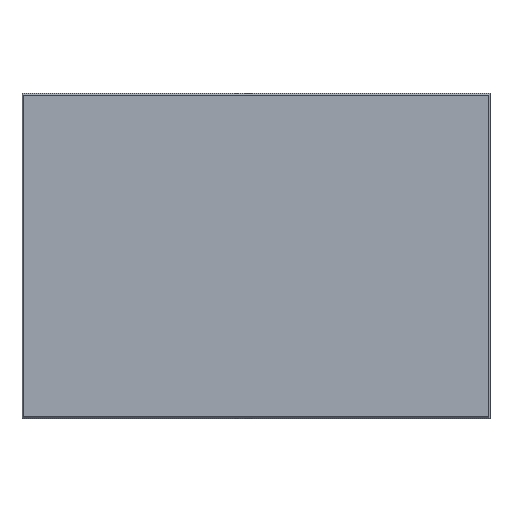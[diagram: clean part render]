
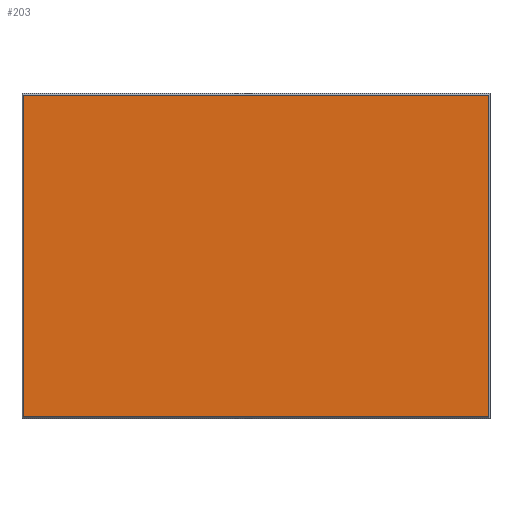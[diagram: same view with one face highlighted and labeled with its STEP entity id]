
A CAD part, front view. The second image highlights one B-rep face of the part: STEP entity #203.
In plain terms, the highlighted planar face has unit normal (0, -1, 0).
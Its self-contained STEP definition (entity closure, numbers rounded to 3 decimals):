
#15 = CARTESIAN_POINT ( 'NONE',  ( -17.85, -0.5, 12.35 ) ) ;
#21 = EDGE_CURVE ( 'NONE', #792, #370, #134, .T. ) ;
#30 = LINE ( 'NONE', #100, #106 ) ;
#48 = LINE ( 'NONE', #357, #581 ) ;
#100 = CARTESIAN_POINT ( 'NONE',  ( 0., -0.5, -12.35 ) ) ;
#106 = VECTOR ( 'NONE', #843, 1000. ) ;
#134 = LINE ( 'NONE', #1041, #1236 ) ;
#139 = DIRECTION ( 'NONE',  ( 0., 0., 1. ) ) ;
#173 = LINE ( 'NONE', #672, #702 ) ;
#203 = ADVANCED_FACE ( 'NONE', ( #1358 ), #395, .F. ) ;
#263 = ORIENTED_EDGE ( 'NONE', *, *, #837, .T. ) ;
#298 = DIRECTION ( 'NONE',  ( -1., 0., 0. ) ) ;
#357 = CARTESIAN_POINT ( 'NONE',  ( -17.85, -0.5, 0. ) ) ;
#370 = VERTEX_POINT ( 'NONE', #15 ) ;
#395 = PLANE ( 'NONE',  #1184 ) ;
#464 = DIRECTION ( 'NONE',  ( 0., 0., -1. ) ) ;
#481 = EDGE_CURVE ( 'NONE', #370, #1040, #48, .T. ) ;
#506 = DIRECTION ( 'NONE',  ( 0., 1., 0. ) ) ;
#581 = VECTOR ( 'NONE', #464, 1000. ) ;
#625 = EDGE_LOOP ( 'NONE', ( #1362, #263, #646, #958 ) ) ;
#646 = ORIENTED_EDGE ( 'NONE', *, *, #1114, .T. ) ;
#671 = VERTEX_POINT ( 'NONE', #1032 ) ;
#672 = CARTESIAN_POINT ( 'NONE',  ( 17.85, -0.5, 0. ) ) ;
#702 = VECTOR ( 'NONE', #139, 1000. ) ;
#729 = CARTESIAN_POINT ( 'NONE',  ( 17.85, -0.5, 12.35 ) ) ;
#792 = VERTEX_POINT ( 'NONE', #729 ) ;
#837 = EDGE_CURVE ( 'NONE', #1040, #671, #30, .T. ) ;
#843 = DIRECTION ( 'NONE',  ( 1., 0., 0. ) ) ;
#876 = CARTESIAN_POINT ( 'NONE',  ( -17.85, -0.5, -12.35 ) ) ;
#928 = CARTESIAN_POINT ( 'NONE',  ( 0., -0.5, 0. ) ) ;
#958 = ORIENTED_EDGE ( 'NONE', *, *, #21, .T. ) ;
#1032 = CARTESIAN_POINT ( 'NONE',  ( 17.85, -0.5, -12.35 ) ) ;
#1040 = VERTEX_POINT ( 'NONE', #876 ) ;
#1041 = CARTESIAN_POINT ( 'NONE',  ( 0., -0.5, 12.35 ) ) ;
#1114 = EDGE_CURVE ( 'NONE', #671, #792, #173, .T. ) ;
#1184 = AXIS2_PLACEMENT_3D ( 'NONE', #928, #506, #1251 ) ;
#1236 = VECTOR ( 'NONE', #298, 1000. ) ;
#1251 = DIRECTION ( 'NONE',  ( 0., 0., 1. ) ) ;
#1358 = FACE_OUTER_BOUND ( 'NONE', #625, .T. ) ;
#1362 = ORIENTED_EDGE ( 'NONE', *, *, #481, .T. ) ;
